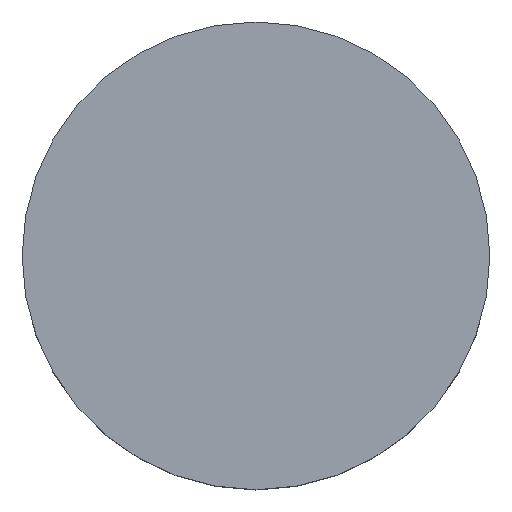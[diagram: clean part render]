
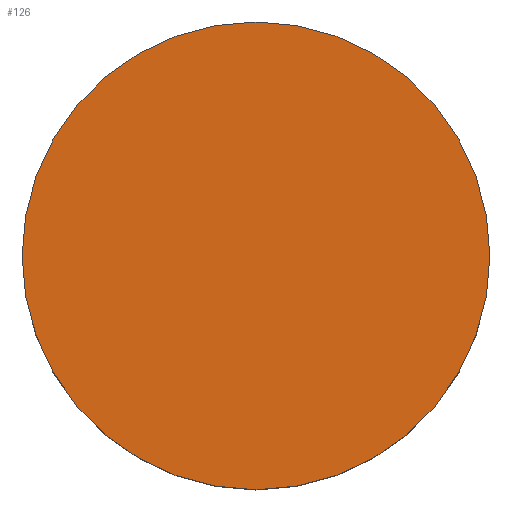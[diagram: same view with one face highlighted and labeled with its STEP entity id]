
A CAD part, top view. The second image highlights one B-rep face of the part: STEP entity #126.
In plain terms, the highlighted planar face has unit normal (0, 0, 1).
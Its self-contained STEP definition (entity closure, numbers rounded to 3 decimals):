
#10 = CIRCLE ( 'NONE', #128, 1.6 ) ;
#15 = CARTESIAN_POINT ( 'NONE',  ( 1.6, 0., 1. ) ) ;
#27 = DIRECTION ( 'NONE',  ( 0., 0., 1. ) ) ;
#29 = CARTESIAN_POINT ( 'NONE',  ( 0., 0., 1. ) ) ;
#37 = PLANE ( 'NONE',  #170 ) ;
#43 = VERTEX_POINT ( 'NONE', #104 ) ;
#53 = CARTESIAN_POINT ( 'NONE',  ( 0., 0., 1. ) ) ;
#65 = DIRECTION ( 'NONE',  ( 0., 0., 1. ) ) ;
#83 = DIRECTION ( 'NONE',  ( 1., 0., 0. ) ) ;
#87 = ORIENTED_EDGE ( 'NONE', *, *, #151, .T. ) ;
#90 = EDGE_LOOP ( 'NONE', ( #87, #168 ) ) ;
#102 = FACE_OUTER_BOUND ( 'NONE', #90, .T. ) ;
#104 = CARTESIAN_POINT ( 'NONE',  ( -1.6, 0., 1. ) ) ;
#118 = DIRECTION ( 'NONE',  ( 1., 0., 0. ) ) ;
#126 = ADVANCED_FACE ( 'NONE', ( #102 ), #37, .T. ) ;
#128 = AXIS2_PLACEMENT_3D ( 'NONE', #53, #27, #83 ) ;
#132 = DIRECTION ( 'NONE',  ( 0., 0., 1. ) ) ;
#136 = AXIS2_PLACEMENT_3D ( 'NONE', #29, #132, #174 ) ;
#139 = VERTEX_POINT ( 'NONE', #15 ) ;
#146 = CARTESIAN_POINT ( 'NONE',  ( 0., 0., 1. ) ) ;
#151 = EDGE_CURVE ( 'NONE', #43, #139, #10, .T. ) ;
#156 = CIRCLE ( 'NONE', #136, 1.6 ) ;
#165 = EDGE_CURVE ( 'NONE', #139, #43, #156, .T. ) ;
#168 = ORIENTED_EDGE ( 'NONE', *, *, #165, .T. ) ;
#170 = AXIS2_PLACEMENT_3D ( 'NONE', #146, #65, #118 ) ;
#174 = DIRECTION ( 'NONE',  ( 1., 0., 0. ) ) ;
